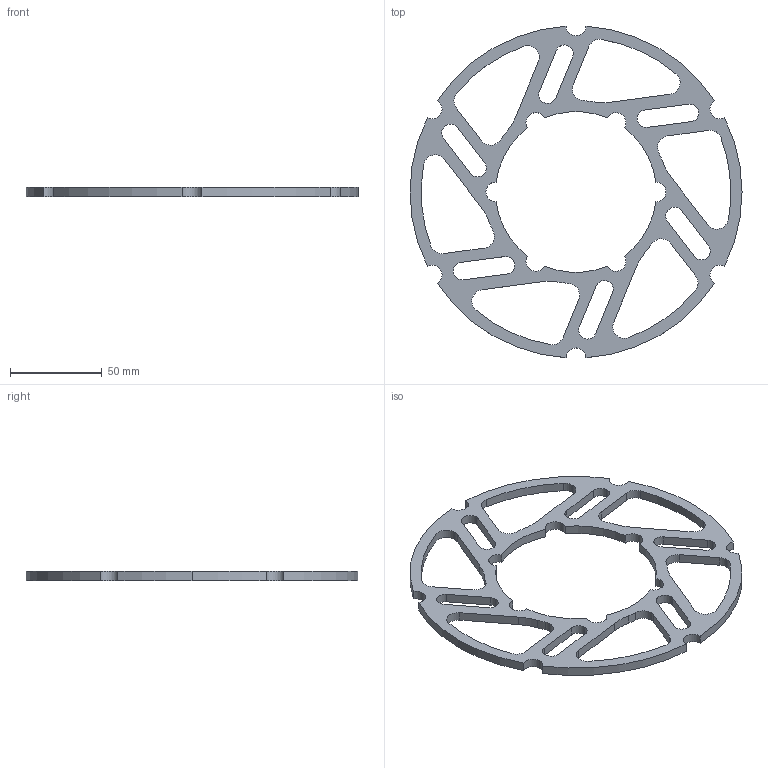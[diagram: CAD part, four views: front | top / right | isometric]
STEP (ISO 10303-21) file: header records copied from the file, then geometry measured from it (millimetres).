
FILE_DESCRIPTION (( 'STEP AP203' ), '1' );
FILE_NAME ('5109 Rotor Floater.STEP', '2013-12-18T19:53:13', ( 'Dan''s Work CPU' ), ( '' ), 'SwSTEP 2.0', 'SolidWorks 2012', '' );
FILE_SCHEMA (( 'CONFIG_CONTROL_DESIGN' ));
Length unit declared in the file: inch
Products named in the file (1): 5109 Rotor Floater
Bounding box: 180.47 x 180.14 x 4.95 mm (x, y, z)
Volume: 43454.5 mm3; surface area: 28860.6 mm2
Topology: 1 solids, 1 shells, 116 faces, 342 edges, 228 vertices
Faces by surface type: cylinder 90, plane 26
Entity records: 4097 total; most frequent: DIRECTION 756, CARTESIAN_POINT 687, ORIENTED_EDGE 684, EDGE_CURVE 342, AXIS2_PLACEMENT_3D 297, VERTEX_POINT 228, CIRCLE 180, LINE 162
